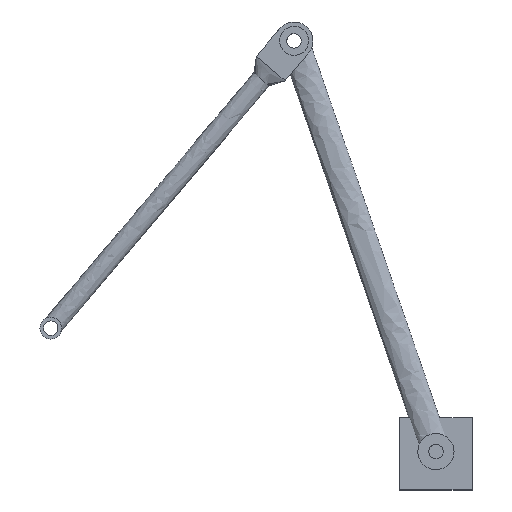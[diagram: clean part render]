
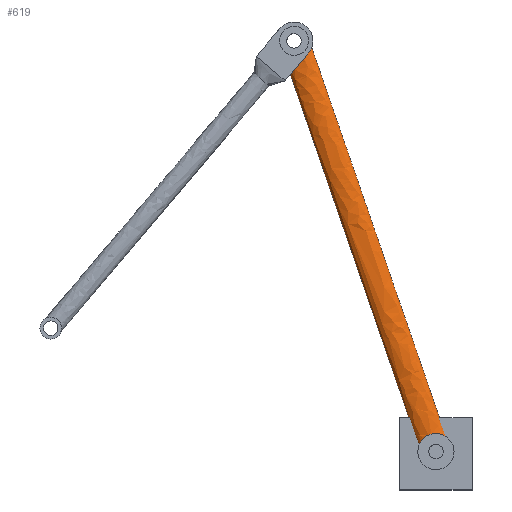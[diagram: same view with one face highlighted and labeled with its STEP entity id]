
A CAD part, top view. The second image highlights one B-rep face of the part: STEP entity #619.
In plain terms, the highlighted free-form (B-spline) face has degree [1, 2] with [2, 9] control points.
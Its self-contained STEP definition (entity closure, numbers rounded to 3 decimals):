
#47=ELLIPSE('',#746,11.18,10.);
#48=ELLIPSE('',#747,11.18,10.);
#49=ELLIPSE('',#748,11.18,10.);
#50=ELLIPSE('',#749,11.18,10.);
#56=(
BOUNDED_SURFACE()
B_SPLINE_SURFACE(1,2,((#1072,#1073,#1074,#1075,#1076,#1077,#1078,#1079,
#1080),(#1081,#1082,#1083,#1084,#1085,#1086,#1087,#1088,#1089)),
 .UNSPECIFIED.,.F.,.T.,.F.)
B_SPLINE_SURFACE_WITH_KNOTS((2,2),(3,2,2,2,3),(-6.375,22.875),(-3.142,
-1.571,0.,1.571,3.142),.UNSPECIFIED.)
GEOMETRIC_REPRESENTATION_ITEM()
RATIONAL_B_SPLINE_SURFACE(((1.,0.707,1.,0.707,1.,
0.707,1.,0.707,1.),(1.,0.707,1.,0.707,
1.,0.707,1.,0.707,1.)))
REPRESENTATION_ITEM('')
SURFACE()
);
#58=B_SPLINE_CURVE_WITH_KNOTS('',3,(#1019,#1020,#1021,#1022,#1023,#1024,
#1025,#1026,#1027,#1028,#1029,#1030,#1031,#1032,#1033,#1034,#1035,#1036,
#1037,#1038,#1039,#1040,#1041,#1042,#1043,#1044),.UNSPECIFIED.,.F.,.F.,
(4,2,2,2,2,2,2,2,2,2,2,2,4),(0.,0.072,0.145,0.29,
0.436,0.857,1.278,1.698,2.119,
2.265,2.41,2.483,2.555),
 .UNSPECIFIED.);
#59=B_SPLINE_CURVE_WITH_KNOTS('',3,(#1045,#1046,#1047,#1048,#1049,#1050,
#1051,#1052,#1053,#1054,#1055,#1056,#1057,#1058,#1059,#1060,#1061,#1062,
#1063,#1064,#1065,#1066,#1067,#1068,#1069,#1070),.UNSPECIFIED.,.F.,.F.,
(4,2,2,2,2,2,2,2,2,2,2,2,4),(2.555,2.627,2.7,
2.845,2.991,3.412,3.833,4.253,
4.674,4.82,4.965,5.038,5.11),
 .UNSPECIFIED.);
#65=LINE('',#1097,#112);
#112=VECTOR('',#837,10.);
#184=FACE_OUTER_BOUND('',#224,.T.);
#224=EDGE_LOOP('',(#443,#444,#445,#446,#447,#448,#449,#450));
#296=VERTEX_POINT('',#1017);
#297=VERTEX_POINT('',#1018);
#298=VERTEX_POINT('',#1090);
#299=VERTEX_POINT('',#1091);
#300=VERTEX_POINT('',#1093);
#301=VERTEX_POINT('',#1095);
#352=EDGE_CURVE('',#296,#297,#58,.T.);
#353=EDGE_CURVE('',#297,#296,#59,.T.);
#354=EDGE_CURVE('',#298,#299,#47,.T.);
#355=EDGE_CURVE('',#300,#298,#48,.T.);
#356=EDGE_CURVE('',#301,#300,#49,.T.);
#357=EDGE_CURVE('',#301,#297,#65,.T.);
#358=EDGE_CURVE('',#299,#301,#50,.T.);
#443=ORIENTED_EDGE('',*,*,#354,.F.);
#444=ORIENTED_EDGE('',*,*,#355,.F.);
#445=ORIENTED_EDGE('',*,*,#356,.F.);
#446=ORIENTED_EDGE('',*,*,#357,.T.);
#447=ORIENTED_EDGE('',*,*,#352,.F.);
#448=ORIENTED_EDGE('',*,*,#353,.F.);
#449=ORIENTED_EDGE('',*,*,#357,.F.);
#450=ORIENTED_EDGE('',*,*,#358,.F.);
#619=ADVANCED_FACE('',(#184),#56,.F.);
#746=AXIS2_PLACEMENT_3D('',#1092,#831,#832);
#747=AXIS2_PLACEMENT_3D('',#1094,#833,#834);
#748=AXIS2_PLACEMENT_3D('',#1096,#835,#836);
#749=AXIS2_PLACEMENT_3D('',#1098,#838,#839);
#831=DIRECTION('center_axis',(0.447,0.,-0.894));
#832=DIRECTION('ref_axis',(-0.894,0.,-0.447));
#833=DIRECTION('center_axis',(0.447,0.,0.894));
#834=DIRECTION('ref_axis',(0.894,0.,-0.447));
#835=DIRECTION('center_axis',(0.447,0.,0.894));
#836=DIRECTION('ref_axis',(0.894,0.,-0.447));
#837=DIRECTION('',(-1.,0.,0.));
#838=DIRECTION('center_axis',(0.447,0.,-0.894));
#839=DIRECTION('ref_axis',(-0.894,0.,-0.447));
#1017=CARTESIAN_POINT('',(7.5,-10.,0.));
#1018=CARTESIAN_POINT('',(7.5,10.,0.));
#1019=CARTESIAN_POINT('Ctrl Pts',(7.5,-10.,0.));
#1020=CARTESIAN_POINT('Ctrl Pts',(7.5,-10.,0.241));
#1021=CARTESIAN_POINT('Ctrl Pts',(7.55,-9.963,0.491));
#1022=CARTESIAN_POINT('Ctrl Pts',(7.726,-9.827,0.955));
#1023=CARTESIAN_POINT('Ctrl Pts',(7.848,-9.73,1.168));
#1024=CARTESIAN_POINT('Ctrl Pts',(8.218,-9.425,1.714));
#1025=CARTESIAN_POINT('Ctrl Pts',(8.526,-9.151,2.043));
#1026=CARTESIAN_POINT('Ctrl Pts',(9.146,-8.532,2.629));
#1027=CARTESIAN_POINT('Ctrl Pts',(9.458,-8.184,2.886));
#1028=CARTESIAN_POINT('Ctrl Pts',(10.521,-6.865,3.72));
#1029=CARTESIAN_POINT('Ctrl Pts',(11.258,-5.623,4.203));
#1030=CARTESIAN_POINT('Ctrl Pts',(12.247,-2.893,4.845));
#1031=CARTESIAN_POINT('Ctrl Pts',(12.5,-1.403,5.));
#1032=CARTESIAN_POINT('Ctrl Pts',(12.5,1.403,5.));
#1033=CARTESIAN_POINT('Ctrl Pts',(12.247,2.893,4.845));
#1034=CARTESIAN_POINT('Ctrl Pts',(11.258,5.623,4.203));
#1035=CARTESIAN_POINT('Ctrl Pts',(10.521,6.865,3.72));
#1036=CARTESIAN_POINT('Ctrl Pts',(9.458,8.184,2.886));
#1037=CARTESIAN_POINT('Ctrl Pts',(9.146,8.532,2.629));
#1038=CARTESIAN_POINT('Ctrl Pts',(8.526,9.151,2.043));
#1039=CARTESIAN_POINT('Ctrl Pts',(8.218,9.425,1.714));
#1040=CARTESIAN_POINT('Ctrl Pts',(7.848,9.73,1.168));
#1041=CARTESIAN_POINT('Ctrl Pts',(7.726,9.827,0.955));
#1042=CARTESIAN_POINT('Ctrl Pts',(7.55,9.963,0.491));
#1043=CARTESIAN_POINT('Ctrl Pts',(7.5,10.,0.241));
#1044=CARTESIAN_POINT('Ctrl Pts',(7.5,10.,0.));
#1045=CARTESIAN_POINT('Ctrl Pts',(7.5,10.,0.));
#1046=CARTESIAN_POINT('Ctrl Pts',(7.5,10.,-0.241));
#1047=CARTESIAN_POINT('Ctrl Pts',(7.55,9.963,-0.491));
#1048=CARTESIAN_POINT('Ctrl Pts',(7.726,9.827,-0.955));
#1049=CARTESIAN_POINT('Ctrl Pts',(7.848,9.73,-1.168));
#1050=CARTESIAN_POINT('Ctrl Pts',(8.218,9.425,-1.714));
#1051=CARTESIAN_POINT('Ctrl Pts',(8.526,9.151,-2.043));
#1052=CARTESIAN_POINT('Ctrl Pts',(9.146,8.532,-2.629));
#1053=CARTESIAN_POINT('Ctrl Pts',(9.458,8.184,-2.886));
#1054=CARTESIAN_POINT('Ctrl Pts',(10.521,6.865,-3.72));
#1055=CARTESIAN_POINT('Ctrl Pts',(11.258,5.623,-4.203));
#1056=CARTESIAN_POINT('Ctrl Pts',(12.247,2.893,-4.845));
#1057=CARTESIAN_POINT('Ctrl Pts',(12.5,1.403,-5.));
#1058=CARTESIAN_POINT('Ctrl Pts',(12.5,-1.403,-5.));
#1059=CARTESIAN_POINT('Ctrl Pts',(12.247,-2.893,-4.845));
#1060=CARTESIAN_POINT('Ctrl Pts',(11.258,-5.623,-4.203));
#1061=CARTESIAN_POINT('Ctrl Pts',(10.521,-6.865,-3.72));
#1062=CARTESIAN_POINT('Ctrl Pts',(9.458,-8.184,-2.886));
#1063=CARTESIAN_POINT('Ctrl Pts',(9.146,-8.532,-2.629));
#1064=CARTESIAN_POINT('Ctrl Pts',(8.526,-9.151,-2.043));
#1065=CARTESIAN_POINT('Ctrl Pts',(8.218,-9.425,-1.714));
#1066=CARTESIAN_POINT('Ctrl Pts',(7.848,-9.73,-1.168));
#1067=CARTESIAN_POINT('Ctrl Pts',(7.726,-9.827,-0.955));
#1068=CARTESIAN_POINT('Ctrl Pts',(7.55,-9.963,-0.491));
#1069=CARTESIAN_POINT('Ctrl Pts',(7.5,-10.,-0.241));
#1070=CARTESIAN_POINT('Ctrl Pts',(7.5,-10.,0.));
#1072=CARTESIAN_POINT('Ctrl Pts',(7.5,10.,0.));
#1073=CARTESIAN_POINT('Ctrl Pts',(7.5,10.,5.));
#1074=CARTESIAN_POINT('Ctrl Pts',(7.5,0.,5.));
#1075=CARTESIAN_POINT('Ctrl Pts',(7.5,-10.,5.));
#1076=CARTESIAN_POINT('Ctrl Pts',(7.5,-10.,0.));
#1077=CARTESIAN_POINT('Ctrl Pts',(7.5,-10.,-5.));
#1078=CARTESIAN_POINT('Ctrl Pts',(7.5,0.,-5.));
#1079=CARTESIAN_POINT('Ctrl Pts',(7.5,10.,-5.));
#1080=CARTESIAN_POINT('Ctrl Pts',(7.5,10.,0.));
#1081=CARTESIAN_POINT('Ctrl Pts',(300.,10.,0.));
#1082=CARTESIAN_POINT('Ctrl Pts',(300.,10.,5.));
#1083=CARTESIAN_POINT('Ctrl Pts',(300.,0.,5.));
#1084=CARTESIAN_POINT('Ctrl Pts',(300.,-10.,5.));
#1085=CARTESIAN_POINT('Ctrl Pts',(300.,-10.,0.));
#1086=CARTESIAN_POINT('Ctrl Pts',(300.,-10.,-5.));
#1087=CARTESIAN_POINT('Ctrl Pts',(300.,0.,-5.));
#1088=CARTESIAN_POINT('Ctrl Pts',(300.,10.,-5.));
#1089=CARTESIAN_POINT('Ctrl Pts',(300.,10.,0.));
#1090=CARTESIAN_POINT('',(300.,-10.,0.));
#1091=CARTESIAN_POINT('',(290.,0.,-5.));
#1092=CARTESIAN_POINT('Origin',(300.,0.,0.));
#1093=CARTESIAN_POINT('',(290.,0.,5.));
#1094=CARTESIAN_POINT('Origin',(300.,0.,0.));
#1095=CARTESIAN_POINT('',(300.,10.,0.));
#1096=CARTESIAN_POINT('Origin',(300.,0.,0.));
#1097=CARTESIAN_POINT('',(71.25,10.,0.));
#1098=CARTESIAN_POINT('Origin',(300.,0.,0.));
